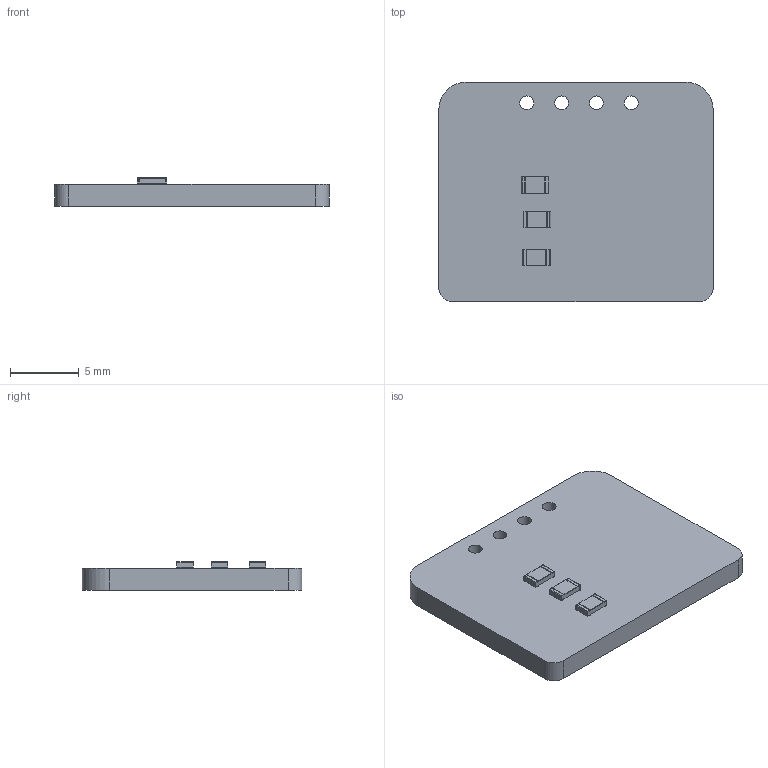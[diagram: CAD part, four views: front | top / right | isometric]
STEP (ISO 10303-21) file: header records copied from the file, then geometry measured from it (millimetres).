
FILE_DESCRIPTION(('KiCad electronic assembly'),'2;1');
FILE_NAME('Watchdog-v1.0.step','2025-02-22T21:09:01',('Pcbnew'),('Kicad' ),'Open CASCADE STEP processor 7.8','KiCad to STEP converter', 'Unknown');
FILE_SCHEMA(('AUTOMOTIVE_DESIGN { 1 0 10303 214 1 1 1 1 }'));
Length unit declared in the file: millimetre
Products named in the file (4): Watchdog-v1.0 1; R_0805_2012Metric; Watchdog-v1.0_PCB
Assembly tree (5 placements, depth 3):
  Watchdog-v1.0 1
    R_0805_2012Metric  x3
      R_0805_2012Metric
    Watchdog-v1.0_PCB
Bounding box: 20 x 16 x 2.1 mm (x, y, z)
Volume: 506.5 mm3; surface area: 783.7 mm2
Topology: 4 solids, 4 shells, 92 faces, 240 edges, 156 vertices
Faces by surface type: plane 60, cylinder 32
Full cylindrical faces by diameter (mm): 1 x4
Entity records: 1517 total; most frequent: DIRECTION 228, CARTESIAN_POINT 218, ORIENTED_EDGE 208, EDGE_CURVE 104, AXIS2_PLACEMENT_3D 78, LINE 72, VECTOR 72, VERTEX_POINT 68
